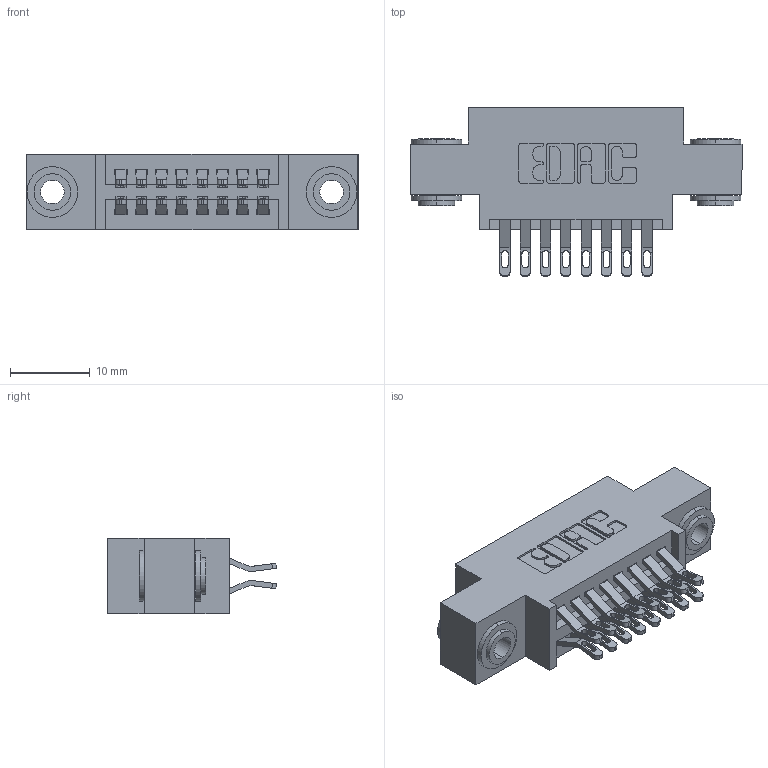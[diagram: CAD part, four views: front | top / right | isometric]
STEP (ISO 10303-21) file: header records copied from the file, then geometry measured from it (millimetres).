
FILE_DESCRIPTION (( 'STEP AP203' ), '1' );
FILE_NAME ('345-016-555-803.STEP', '2018-08-19T00:56:52', ( '' ), ( '' ), 'SwSTEP 2.0', 'SolidWorks 2016', '' );
FILE_SCHEMA (( 'CONFIG_CONTROL_DESIGN' ));
Length unit declared in the file: inch
Products named in the file (4): 345 Part_0.170 Offset - 0.156 Dia-TH; 345-292-001_555 Tail; 345-250-002_345-250-002-102; 345-016-555-803
Assembly tree (19 placements, depth 2):
  345-016-555-803
    345 Part_0.170 Offset - 0.156 Dia-TH
    345-292-001_555 Tail  x16
    345-250-002_345-250-002-102  x2
Bounding box: 41.53 x 21.13 x 9.4 mm (x, y, z)
Volume: 3671 mm3; surface area: 5277.6 mm2
Topology: 19 solids, 19 shells, 1064 faces, 3261 edges, 2170 vertices
Faces by surface type: plane 590, cylinder 466, cone 8
Entity records: 11962 total; most frequent: CARTESIAN_POINT 2049, ORIENTED_EDGE 1946, DIRECTION 1847, EDGE_CURVE 973, VECTOR 765, LINE 765, VERTEX_POINT 646, AXIS2_PLACEMENT_3D 541
